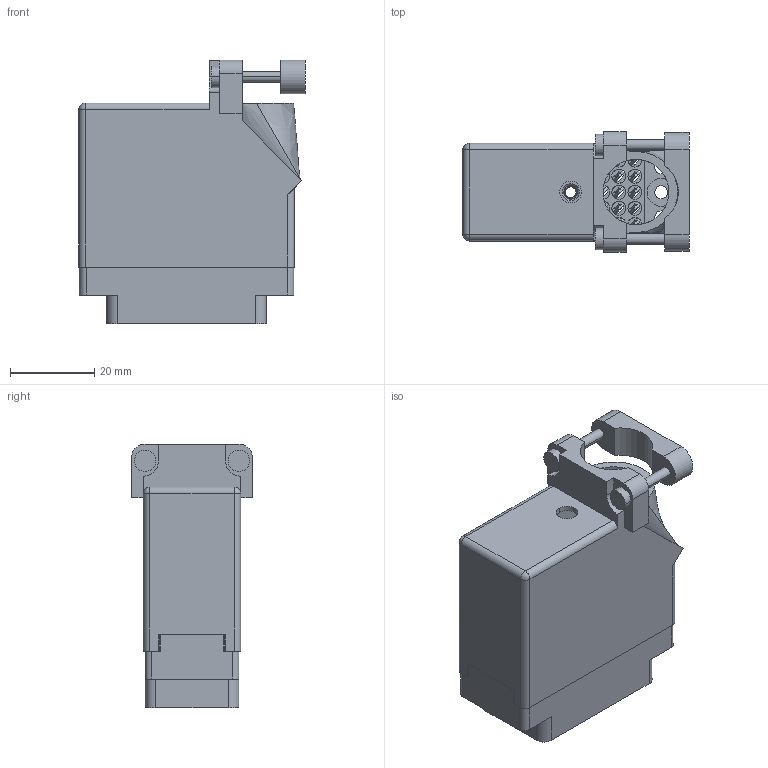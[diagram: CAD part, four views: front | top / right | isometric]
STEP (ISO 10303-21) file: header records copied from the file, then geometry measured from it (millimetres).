
FILE_DESCRIPTION (( 'STEP AP203' ), '1' );
FILE_NAME ('519-036-520-336.STEP', '2020-03-02T22:28:20', ( '' ), ( '' ), 'SwSTEP 2.0', 'SolidWorks 2016', '' );
FILE_SCHEMA (( 'CONFIG_CONTROL_DESIGN' ));
Length unit declared in the file: inch
Products named in the file (5): 516-252-035-100_516-252-035-100; 519 Plug Insulator_036; 516-230-001_Plastic - 038 Top Entry - Large Clamp; 519-036-520-336; 516-292-001_520 Contact
Assembly tree (39 placements, depth 2):
  519-036-520-336
    519 Plug Insulator_036
    516-292-001_520 Contact  x36
    516-252-035-100_516-252-035-100
    516-230-001_Plastic - 038 Top Entry - Large Clamp
Bounding box: 53.62 x 28.57 x 62.48 mm (x, y, z)
Volume: 21519 mm3; surface area: 32051.1 mm2
Topology: 39 solids, 39 shells, 3581 faces, 10351 edges, 6870 vertices
Faces by surface type: plane 2183, cylinder 1159, bspline 225, cone 12, sphere 2
Entity records: 39280 total; most frequent: CARTESIAN_POINT 9036, ORIENTED_EDGE 6138, DIRECTION 5918, EDGE_CURVE 3069, VECTOR 2220, LINE 2220, VERTEX_POINT 2040, AXIS2_PLACEMENT_3D 1849
